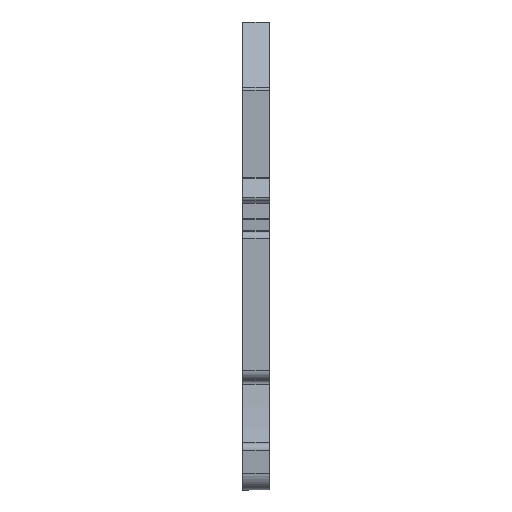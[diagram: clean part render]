
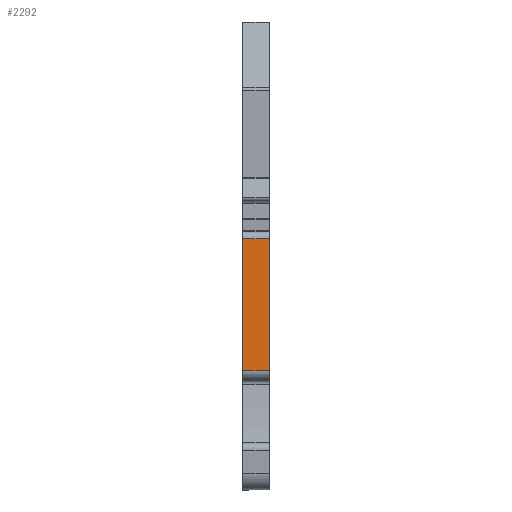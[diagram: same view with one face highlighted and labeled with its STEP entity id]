
A CAD part, front view. The second image highlights one B-rep face of the part: STEP entity #2292.
In plain terms, the highlighted planar face has unit normal (0, -1, 0).
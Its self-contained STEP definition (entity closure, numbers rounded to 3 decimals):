
#2272=AXIS2_PLACEMENT_3D('Plane Axis2P3D',#2269,#2270,#2271) ;
#371=CARTESIAN_POINT('Vertex',(3.,1.529,28.35)) ;
#374=CARTESIAN_POINT('Line Origine',(3.,1.529,20.9)) ;
#378=CARTESIAN_POINT('Vertex',(3.,1.529,13.45)) ;
#2254=CARTESIAN_POINT('Vertex',(0.,1.529,28.35)) ;
#2257=CARTESIAN_POINT('Line Origine',(2.11,1.529,28.35)) ;
#2269=CARTESIAN_POINT('Axis2P3D Location',(0.,1.529,25.75)) ;
#2274=CARTESIAN_POINT('Line Origine',(0.,1.529,20.9)) ;
#2278=CARTESIAN_POINT('Vertex',(0.,1.529,13.45)) ;
#2281=CARTESIAN_POINT('Line Origine',(1.5,1.529,13.45)) ;
#375=DIRECTION('Vector Direction',(0.,0.,-1.)) ;
#2258=DIRECTION('Vector Direction',(-1.,0.,0.)) ;
#2270=DIRECTION('Axis2P3D Direction',(0.,-1.,0.)) ;
#2271=DIRECTION('Axis2P3D XDirection',(0.,0.,-1.)) ;
#2275=DIRECTION('Vector Direction',(0.,0.,-1.)) ;
#2282=DIRECTION('Vector Direction',(1.,0.,0.)) ;
#376=VECTOR('Line Direction',#375,1.) ;
#2259=VECTOR('Line Direction',#2258,1.) ;
#2276=VECTOR('Line Direction',#2275,1.) ;
#2283=VECTOR('Line Direction',#2282,1.) ;
#2287=ORIENTED_EDGE('',*,*,#380,.F.) ;
#2288=ORIENTED_EDGE('',*,*,#2261,.F.) ;
#2289=ORIENTED_EDGE('',*,*,#2280,.T.) ;
#2290=ORIENTED_EDGE('',*,*,#2285,.T.) ;
#2292=ADVANCED_FACE('APP_ITB_6_BB_BL_PLM001785',(#2291),#2273,.T.) ;
#380=EDGE_CURVE('',#372,#379,#377,.T.) ;
#2261=EDGE_CURVE('',#2255,#372,#2260,.F.) ;
#2280=EDGE_CURVE('',#2255,#2279,#2277,.T.) ;
#2285=EDGE_CURVE('',#2279,#379,#2284,.T.) ;
#2286=EDGE_LOOP('',(#2287,#2288,#2289,#2290)) ;
#2291=FACE_OUTER_BOUND('',#2286,.T.) ;
#377=LINE('Line',#374,#376) ;
#2260=LINE('Line',#2257,#2259) ;
#2277=LINE('Line',#2274,#2276) ;
#2284=LINE('Line',#2281,#2283) ;
#2273=PLANE('',#2272) ;
#372=VERTEX_POINT('',#371) ;
#379=VERTEX_POINT('',#378) ;
#2255=VERTEX_POINT('',#2254) ;
#2279=VERTEX_POINT('',#2278) ;
